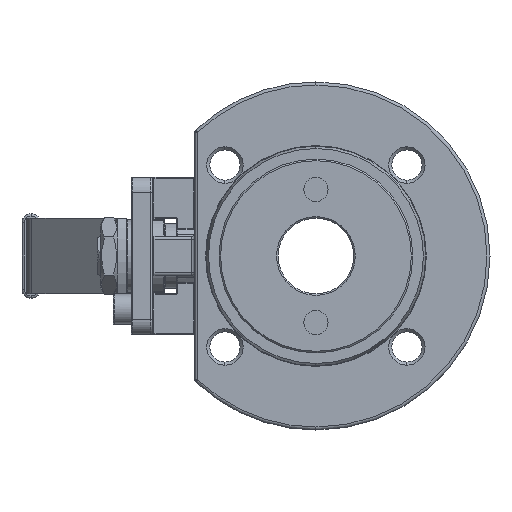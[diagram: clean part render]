
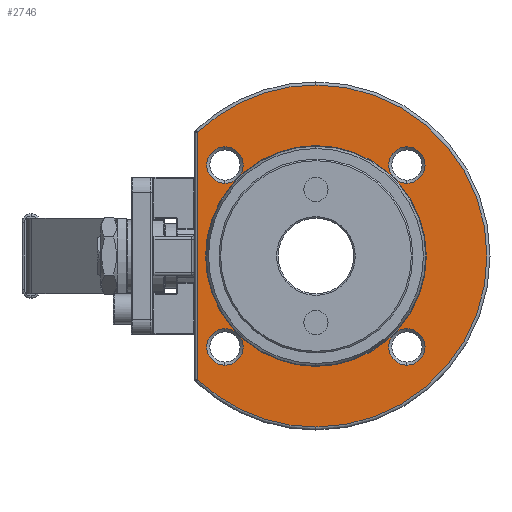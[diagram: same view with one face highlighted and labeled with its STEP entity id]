
A CAD part, left-side view. The second image highlights one B-rep face of the part: STEP entity #2746.
In plain terms, the highlighted planar face has unit normal (-1, 0, 0).
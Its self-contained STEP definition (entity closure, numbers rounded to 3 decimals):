
#416 = AXIS2_PLACEMENT_3D ( 'NONE', #48995, #49191, #14463 ) ;
#598 = DIRECTION ( 'NONE',  ( 0., 0., 1. ) ) ;
#1177 = EDGE_CURVE ( 'NONE', #21866, #45199, #54208, .T. ) ;
#1368 = ORIENTED_EDGE ( 'NONE', *, *, #42667, .T. ) ;
#1555 = ORIENTED_EDGE ( 'NONE', *, *, #4235, .T. ) ;
#1635 = DIRECTION ( 'NONE',  ( 0., 0., 1. ) ) ;
#2252 = VERTEX_POINT ( 'NONE', #39729 ) ;
#2346 = DIRECTION ( 'NONE',  ( 1., 0., 0. ) ) ;
#2673 = ORIENTED_EDGE ( 'NONE', *, *, #29183, .T. ) ;
#2746 = ADVANCED_FACE ( 'NONE', ( #21947, #4951, #46393, #8316, #30779, #3575 ), #23123, .T. ) ;
#3019 = DIRECTION ( 'NONE',  ( -1., 0., 0. ) ) ;
#3522 = AXIS2_PLACEMENT_3D ( 'NONE', #5005, #8990, #598 ) ;
#3575 = FACE_BOUND ( 'NONE', #5792, .T. ) ;
#3730 = CARTESIAN_POINT ( 'NONE',  ( -23.25, 30.052, -36.052 ) ) ;
#3760 = VERTEX_POINT ( 'NONE', #53192 ) ;
#4235 = EDGE_CURVE ( 'NONE', #3760, #43870, #24521, .T. ) ;
#4845 = EDGE_LOOP ( 'NONE', ( #23853, #50603 ) ) ;
#4951 = FACE_OUTER_BOUND ( 'NONE', #22057, .T. ) ;
#5005 = CARTESIAN_POINT ( 'NONE',  ( -23.25, 30.052, -30.052 ) ) ;
#5264 = CIRCLE ( 'NONE', #35112, 56.5 ) ;
#5792 = EDGE_LOOP ( 'NONE', ( #1555, #35994 ) ) ;
#5938 = CARTESIAN_POINT ( 'NONE',  ( -23.25, 0., 56.5 ) ) ;
#6887 = DIRECTION ( 'NONE',  ( 0., 0., 1. ) ) ;
#7158 = EDGE_CURVE ( 'NONE', #35108, #7982, #9194, .T. ) ;
#7982 = VERTEX_POINT ( 'NONE', #50580 ) ;
#8316 = FACE_BOUND ( 'NONE', #13615, .T. ) ;
#8990 = DIRECTION ( 'NONE',  ( 1., 0., 0. ) ) ;
#9194 = CIRCLE ( 'NONE', #21779, 6. ) ;
#10205 = EDGE_CURVE ( 'NONE', #43870, #3760, #54801, .T. ) ;
#10557 = CARTESIAN_POINT ( 'NONE',  ( -23.25, -30.052, 30.052 ) ) ;
#10707 = DIRECTION ( 'NONE',  ( 1., 0., 0. ) ) ;
#11247 = CARTESIAN_POINT ( 'NONE',  ( -23.25, 30.052, 24.052 ) ) ;
#11430 = VERTEX_POINT ( 'NONE', #22514 ) ;
#11658 = AXIS2_PLACEMENT_3D ( 'NONE', #10557, #40378, #53611 ) ;
#12303 = EDGE_CURVE ( 'NONE', #18318, #35613, #36870, .T. ) ;
#12323 = CARTESIAN_POINT ( 'NONE',  ( -23.25, -30.052, -24.052 ) ) ;
#13615 = EDGE_LOOP ( 'NONE', ( #34202, #2673 ) ) ;
#13889 = CIRCLE ( 'NONE', #26289, 6. ) ;
#14378 = CARTESIAN_POINT ( 'NONE',  ( -23.25, 57.5, 0. ) ) ;
#14463 = DIRECTION ( 'NONE',  ( 0., 0., 1. ) ) ;
#14573 = DIRECTION ( 'NONE',  ( -1., 0., 0. ) ) ;
#15278 = DIRECTION ( 'NONE',  ( 0., 0., 1. ) ) ;
#16352 = ORIENTED_EDGE ( 'NONE', *, *, #18594, .T. ) ;
#18318 = VERTEX_POINT ( 'NONE', #30511 ) ;
#18445 = EDGE_LOOP ( 'NONE', ( #54044, #16352 ) ) ;
#18594 = EDGE_CURVE ( 'NONE', #45199, #21866, #13889, .T. ) ;
#19184 = EDGE_CURVE ( 'NONE', #53659, #21144, #25490, .T. ) ;
#20536 = ORIENTED_EDGE ( 'NONE', *, *, #19184, .T. ) ;
#20543 = CARTESIAN_POINT ( 'NONE',  ( -23.25, 39., -40.881 ) ) ;
#20687 = CIRCLE ( 'NONE', #24244, 56.5 ) ;
#21082 = CARTESIAN_POINT ( 'NONE',  ( -23.25, 0., 0. ) ) ;
#21144 = VERTEX_POINT ( 'NONE', #20543 ) ;
#21715 = EDGE_CURVE ( 'NONE', #30219, #2252, #27656, .T. ) ;
#21779 = AXIS2_PLACEMENT_3D ( 'NONE', #28200, #2346, #50375 ) ;
#21866 = VERTEX_POINT ( 'NONE', #12323 ) ;
#21947 = FACE_BOUND ( 'NONE', #4845, .T. ) ;
#22028 = DIRECTION ( 'NONE',  ( -1., 0., 0. ) ) ;
#22057 = EDGE_LOOP ( 'NONE', ( #1368, #34484, #35082, #20536 ) ) ;
#22514 = CARTESIAN_POINT ( 'NONE',  ( -23.25, 0., -56.5 ) ) ;
#22999 = EDGE_LOOP ( 'NONE', ( #23907, #52605 ) ) ;
#23123 = PLANE ( 'NONE',  #44793 ) ;
#23319 = CARTESIAN_POINT ( 'NONE',  ( -23.25, -30.052, 30.052 ) ) ;
#23383 = CARTESIAN_POINT ( 'NONE',  ( -23.25, 0., 0. ) ) ;
#23393 = CARTESIAN_POINT ( 'NONE',  ( -23.25, 39., 0. ) ) ;
#23853 = ORIENTED_EDGE ( 'NONE', *, *, #49788, .T. ) ;
#23907 = ORIENTED_EDGE ( 'NONE', *, *, #31563, .T. ) ;
#24244 = AXIS2_PLACEMENT_3D ( 'NONE', #21082, #3019, #42565 ) ;
#24521 = CIRCLE ( 'NONE', #43497, 6. ) ;
#24885 = CARTESIAN_POINT ( 'NONE',  ( -23.25, -30.052, 24.052 ) ) ;
#25490 = LINE ( 'NONE', #23393, #38356 ) ;
#25757 = AXIS2_PLACEMENT_3D ( 'NONE', #23383, #45194, #53684 ) ;
#26022 = EDGE_CURVE ( 'NONE', #11430, #37217, #40752, .T. ) ;
#26289 = AXIS2_PLACEMENT_3D ( 'NONE', #45644, #10707, #15278 ) ;
#27656 = CIRCLE ( 'NONE', #416, 36.459 ) ;
#28200 = CARTESIAN_POINT ( 'NONE',  ( -23.25, 30.052, 30.052 ) ) ;
#29183 = EDGE_CURVE ( 'NONE', #35613, #18318, #37025, .T. ) ;
#29276 = CIRCLE ( 'NONE', #32878, 36.459 ) ;
#30219 = VERTEX_POINT ( 'NONE', #45732 ) ;
#30511 = CARTESIAN_POINT ( 'NONE',  ( -23.25, -30.052, 36.052 ) ) ;
#30779 = FACE_BOUND ( 'NONE', #18445, .T. ) ;
#31563 = EDGE_CURVE ( 'NONE', #7982, #35108, #44918, .T. ) ;
#32878 = AXIS2_PLACEMENT_3D ( 'NONE', #54711, #41866, #6887 ) ;
#34202 = ORIENTED_EDGE ( 'NONE', *, *, #12303, .T. ) ;
#34484 = ORIENTED_EDGE ( 'NONE', *, *, #26022, .T. ) ;
#35082 = ORIENTED_EDGE ( 'NONE', *, *, #44197, .T. ) ;
#35108 = VERTEX_POINT ( 'NONE', #11247 ) ;
#35112 = AXIS2_PLACEMENT_3D ( 'NONE', #35306, #22028, #39849 ) ;
#35306 = CARTESIAN_POINT ( 'NONE',  ( -23.25, 0., 0. ) ) ;
#35613 = VERTEX_POINT ( 'NONE', #24885 ) ;
#35994 = ORIENTED_EDGE ( 'NONE', *, *, #10205, .T. ) ;
#36249 = DIRECTION ( 'NONE',  ( 0., 0., 1. ) ) ;
#36870 = CIRCLE ( 'NONE', #44710, 6. ) ;
#36994 = CARTESIAN_POINT ( 'NONE',  ( -23.25, 30.052, -30.052 ) ) ;
#37025 = CIRCLE ( 'NONE', #11658, 6. ) ;
#37217 = VERTEX_POINT ( 'NONE', #5938 ) ;
#38356 = VECTOR ( 'NONE', #39896, 1000. ) ;
#39729 = CARTESIAN_POINT ( 'NONE',  ( -23.25, 0., 36.459 ) ) ;
#39849 = DIRECTION ( 'NONE',  ( 0., 0., 1. ) ) ;
#39896 = DIRECTION ( 'NONE',  ( 0., 0., -1. ) ) ;
#40378 = DIRECTION ( 'NONE',  ( 1., 0., 0. ) ) ;
#40752 = CIRCLE ( 'NONE', #25757, 56.5 ) ;
#41369 = DIRECTION ( 'NONE',  ( 1., 0., 0. ) ) ;
#41866 = DIRECTION ( 'NONE',  ( 1., 0., 0. ) ) ;
#42565 = DIRECTION ( 'NONE',  ( 0., 0., 1. ) ) ;
#42667 = EDGE_CURVE ( 'NONE', #21144, #11430, #5264, .T. ) ;
#43497 = AXIS2_PLACEMENT_3D ( 'NONE', #36994, #41369, #36249 ) ;
#43838 = DIRECTION ( 'NONE',  ( 1., 0., 0. ) ) ;
#43870 = VERTEX_POINT ( 'NONE', #3730 ) ;
#44102 = CARTESIAN_POINT ( 'NONE',  ( -23.25, -30.052, -36.052 ) ) ;
#44197 = EDGE_CURVE ( 'NONE', #37217, #53659, #20687, .T. ) ;
#44710 = AXIS2_PLACEMENT_3D ( 'NONE', #23319, #44948, #1635 ) ;
#44793 = AXIS2_PLACEMENT_3D ( 'NONE', #14378, #14573, #44924 ) ;
#44918 = CIRCLE ( 'NONE', #49558, 6. ) ;
#44924 = DIRECTION ( 'NONE',  ( 0., 0., 1. ) ) ;
#44948 = DIRECTION ( 'NONE',  ( 1., 0., 0. ) ) ;
#45194 = DIRECTION ( 'NONE',  ( -1., 0., 0. ) ) ;
#45199 = VERTEX_POINT ( 'NONE', #44102 ) ;
#45220 = CARTESIAN_POINT ( 'NONE',  ( -23.25, -30.052, -30.052 ) ) ;
#45410 = DIRECTION ( 'NONE',  ( 1., 0., 0. ) ) ;
#45644 = CARTESIAN_POINT ( 'NONE',  ( -23.25, -30.052, -30.052 ) ) ;
#45732 = CARTESIAN_POINT ( 'NONE',  ( -23.25, 0., -36.459 ) ) ;
#46393 = FACE_BOUND ( 'NONE', #22999, .T. ) ;
#48019 = DIRECTION ( 'NONE',  ( 0., 0., 1. ) ) ;
#48039 = AXIS2_PLACEMENT_3D ( 'NONE', #45220, #45410, #53887 ) ;
#48396 = CARTESIAN_POINT ( 'NONE',  ( -23.25, 30.052, 30.052 ) ) ;
#48995 = CARTESIAN_POINT ( 'NONE',  ( -23.25, 0., 0. ) ) ;
#49191 = DIRECTION ( 'NONE',  ( 1., 0., 0. ) ) ;
#49558 = AXIS2_PLACEMENT_3D ( 'NONE', #48396, #43838, #48019 ) ;
#49788 = EDGE_CURVE ( 'NONE', #2252, #30219, #29276, .T. ) ;
#50375 = DIRECTION ( 'NONE',  ( 0., 0., 1. ) ) ;
#50580 = CARTESIAN_POINT ( 'NONE',  ( -23.25, 30.052, 36.052 ) ) ;
#50603 = ORIENTED_EDGE ( 'NONE', *, *, #21715, .T. ) ;
#51073 = CARTESIAN_POINT ( 'NONE',  ( -23.25, 39., 40.881 ) ) ;
#52605 = ORIENTED_EDGE ( 'NONE', *, *, #7158, .T. ) ;
#53192 = CARTESIAN_POINT ( 'NONE',  ( -23.25, 30.052, -24.052 ) ) ;
#53611 = DIRECTION ( 'NONE',  ( 0., 0., 1. ) ) ;
#53659 = VERTEX_POINT ( 'NONE', #51073 ) ;
#53684 = DIRECTION ( 'NONE',  ( 0., 0., 1. ) ) ;
#53887 = DIRECTION ( 'NONE',  ( 0., 0., 1. ) ) ;
#54044 = ORIENTED_EDGE ( 'NONE', *, *, #1177, .T. ) ;
#54208 = CIRCLE ( 'NONE', #48039, 6. ) ;
#54711 = CARTESIAN_POINT ( 'NONE',  ( -23.25, 0., 0. ) ) ;
#54801 = CIRCLE ( 'NONE', #3522, 6. ) ;
